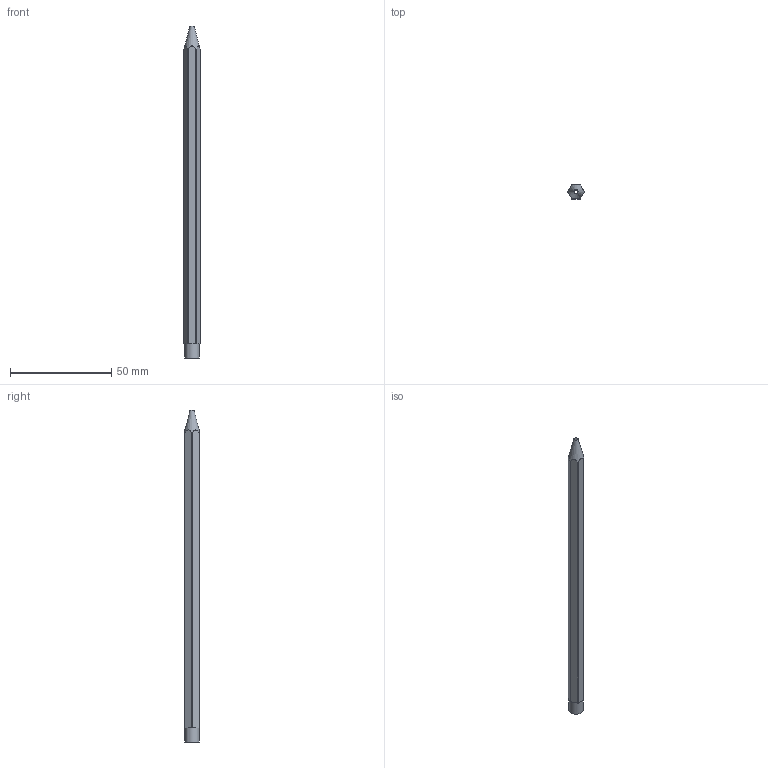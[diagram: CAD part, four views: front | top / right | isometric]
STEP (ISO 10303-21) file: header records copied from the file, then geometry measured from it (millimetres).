
FILE_DESCRIPTION(/* description */ (''),/* implementation_level */ '2;1');
FILE_NAME(/* name */ '4677ce4d-5cd0-47ed-9aac-647cc6508a39.zip.stp',/* time_stamp */ '2025-08-11T20:11:51Z',/* author */ (''),/* organization */ (''),/* preprocessor_version */ 'ST-DEVELOPER v20.1',/* originating_system */ 'Autodesk Translation Framework v14.10.0.0',/* authorisation */ '');
FILE_SCHEMA (('AUTOMOTIVE_DESIGN { 1 0 10303 214 3 1 1 }'));
Length unit declared in the file: millimetre
Products named in the file (1): Pencil Body
Bounding box: 7.99 x 7 x 164 mm (x, y, z)
Volume: 6164.2 mm3; surface area: 4905.6 mm2
Topology: 1 solids, 1 shells, 22 faces, 57 edges, 36 vertices
Faces by surface type: plane 13, cylinder 8, cone 1
Full cylindrical faces by diameter (mm): 2 x1, 7 x1
Entity records: 821 total; most frequent: CARTESIAN_POINT 237, ORIENTED_EDGE 114, DIRECTION 107, EDGE_CURVE 57, AXIS2_PLACEMENT_3D 40, VERTEX_POINT 36, LINE 27, VECTOR 27
